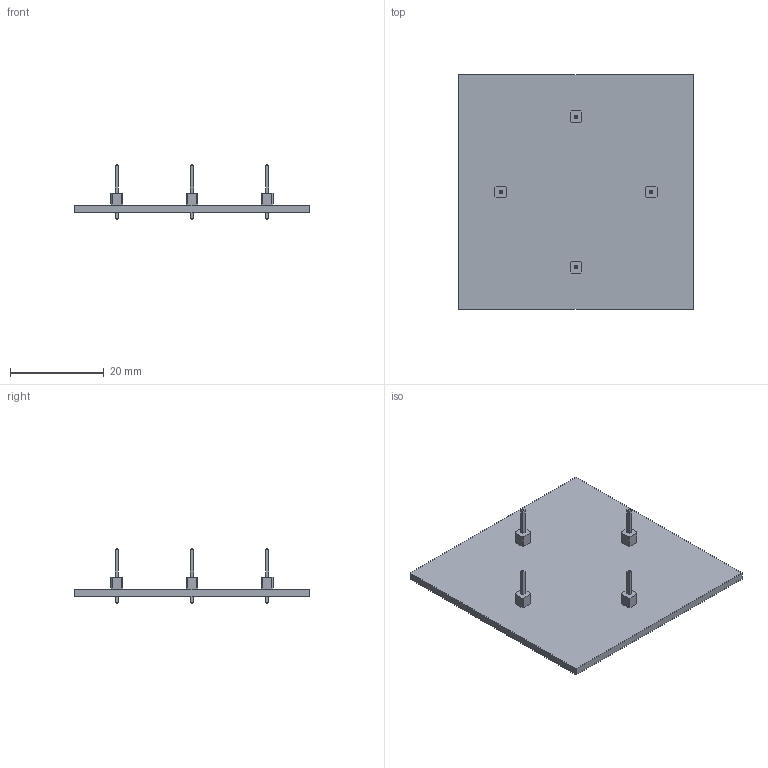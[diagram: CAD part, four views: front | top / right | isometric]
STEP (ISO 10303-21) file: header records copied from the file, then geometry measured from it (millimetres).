
FILE_DESCRIPTION(('KiCad electronic assembly'),'2;1');
FILE_NAME('Block-Party-Cube-Top-Board.step','2024-02-15T21:55:57',( 'Pcbnew'),('Kicad'),'Open CASCADE STEP processor 7.7', 'KiCad to STEP converter','Unknown');
FILE_SCHEMA(('AUTOMOTIVE_DESIGN { 1 0 10303 214 1 1 1 1 }'));
Length unit declared in the file: millimetre
Products named in the file (4): Block-Party-Cube-Top-Board 1; PinHeader_1x01_P2.54mm_Vertical; PinHeader_1x01_P254mm_Vertical; Block-Party-Cube-Top-Board PCB
Assembly tree (6 placements, depth 3):
  Block-Party-Cube-Top-Board 1
    PinHeader_1x01_P2.54mm_Vertical  x4
      PinHeader_1x01_P254mm_Vertical
    Block-Party-Cube-Top-Board PCB
Bounding box: 50 x 50 x 11.54 mm (x, y, z)
Volume: 4073.7 mm3; surface area: 5571.5 mm2
Topology: 5 solids, 5 shells, 122 faces, 280 edges, 176 vertices
Faces by surface type: plane 118, cylinder 4
Full cylindrical faces by diameter (mm): 1 x4
Entity records: 2546 total; most frequent: CARTESIAN_POINT 413, DIRECTION 354, LINE 248, VECTOR 248, ORIENTED_EDGE 176, PCURVE 176, DEFINITIONAL_REPRESENTATION 176, EDGE_CURVE 88
